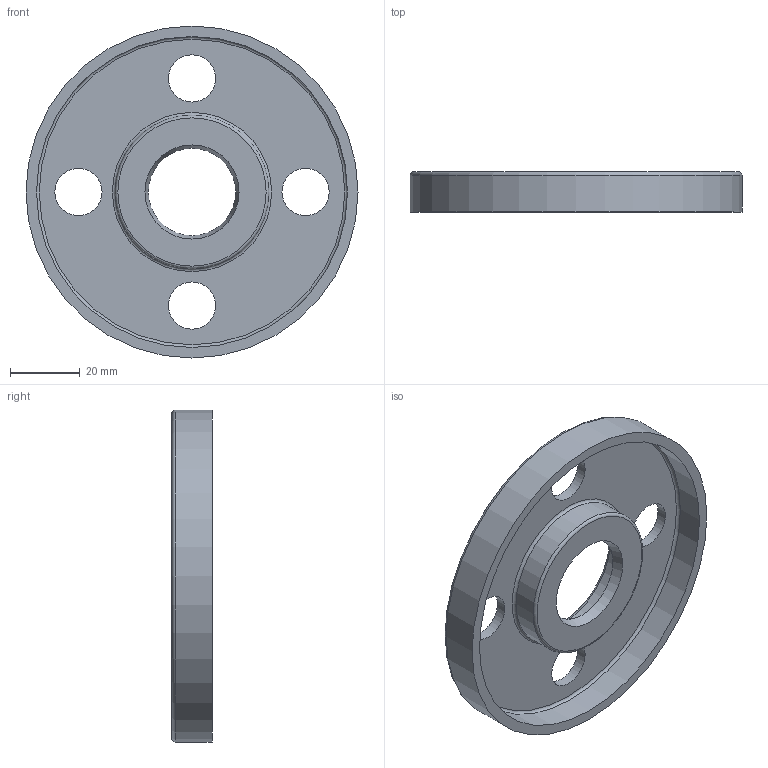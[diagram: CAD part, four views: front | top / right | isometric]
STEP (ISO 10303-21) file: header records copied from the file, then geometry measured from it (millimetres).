
FILE_DESCRIPTION(('FreeCAD Model'),'2;1');
FILE_NAME( 'DN15_Stamped_Flange.step', '2015-11-14T14:45:20',('Author'),(''), 'Open CASCADE STEP processor 6.8','FreeCAD','Unknown');
FILE_SCHEMA(('AUTOMOTIVE_DESIGN_CC2 { 1 2 10303 214 -1 1 5 4 }'));
Length unit declared in the file: millimetre
Products named in the file (2): ASSEMBLY; DN15_Stamped_Flange
Assembly tree (1 placements, depth 2):
  ASSEMBLY
    DN15_Stamped_Flange
Bounding box: 95 x 11.5 x 95 mm (x, y, z)
Volume: 28560.3 mm3; surface area: 20367.1 mm2
Topology: 1 solids, 1 shells, 19 faces, 37 edges, 23 vertices
Faces by surface type: cylinder 8, plane 5, torus 5, cone 1
Full cylindrical faces by diameter (mm): 13.5 x4, 38 x1, 44 x1, 89 x1, 95 x1
Entity records: 1371 total; most frequent: CARTESIAN_POINT 539, DIRECTION 159, ORIENTED_EDGE 74, PCURVE 74, DEFINITIONAL_REPRESENTATION 74, LINE 51, VECTOR 51, AXIS2_PLACEMENT_3D 49
